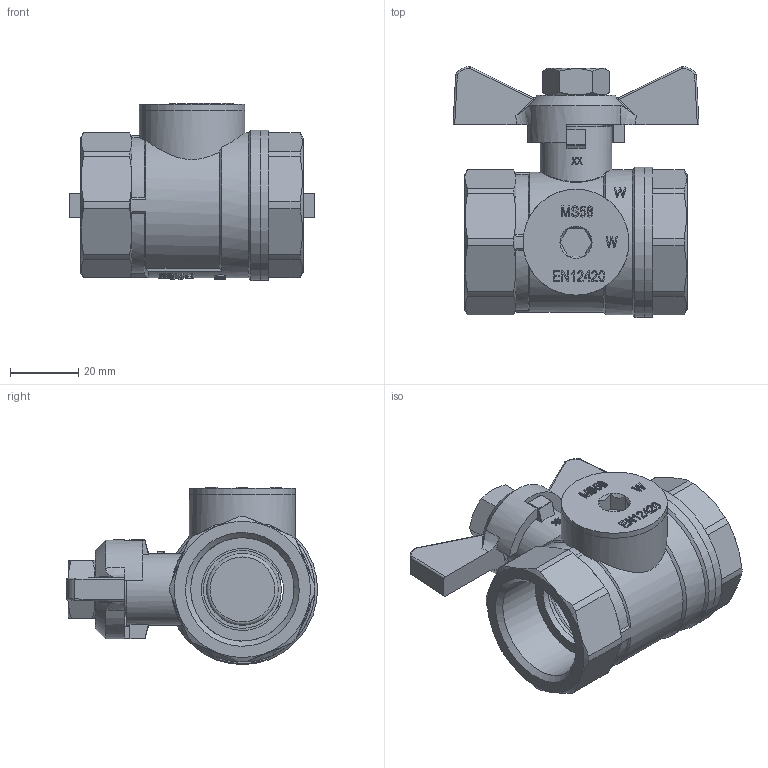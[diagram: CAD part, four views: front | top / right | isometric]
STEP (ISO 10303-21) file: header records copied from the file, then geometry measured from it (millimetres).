
FILE_DESCRIPTION(/* description */ ('Unknown'),/* implementation_level */ '2;1');
FILE_NAME(/* name */ '6060-06',/* time_stamp */ '2023-02-09T13:37:47+01:00',/* author */ ('Unknown'),/* organization */ ('Unknown'),/* preprocessor_version */ 'ST-DEVELOPER v16.7',/* originating_system */ 'Solid Edge',/* authorisation */ 'Unknown');
FILE_SCHEMA (('AP242_MANAGED_MODEL_BASED_3D_ENGINEERING_MIM_LF { 1 0 10303 442 1 1 4 }','AUTOMOTIVE_DESIGN {1 0 10303 214 3 1 1}'));
Length unit declared in the file: millimetre
Products named in the file (14): 6060-06; 600-1-Kvrper-co_oa_0; 600-1-Speerring.1; 600-1-Einschraubteil; 600-1-Sieb; kvrper-co; 600-1-Kvrper; 600-1-O-Ring; 600-1-Deckel; 600-1-Spindel-co_oa_1; 600-1-Stopfbuchse; 600-1-spindel; Flügelgriff 1; 600-1-Mutter-fl.g.
Assembly tree (13 placements, depth 4):
  6060-06
    600-1-Kvrper-co_oa_0
      600-1-Speerring.1
      600-1-Einschraubteil
      600-1-Sieb
      kvrper-co
        600-1-Kvrper
        600-1-O-Ring
        600-1-Deckel
    600-1-Spindel-co_oa_1
      600-1-Stopfbuchse
      600-1-spindel
    Flügelgriff 1
    600-1-Mutter-fl.g.
Bounding box: 72 x 73.5 x 51.85 mm (x, y, z)
Volume: 55396.5 mm3; surface area: 39199.7 mm2
Topology: 10 solids, 10 shells, 1267 faces, 3520 edges, 2331 vertices
Faces by surface type: plane 1071, cylinder 113, cone 47, bspline 22, sphere 10, torus 4
Full cylindrical faces by diameter (mm): 1.5 x2, 8.5 x1, 8.9 x1, 12 x2, 12.1 x2, 12.5 x1, 14 x1, 14.5 x1, 16 x1, 16.5 x1, 18 x1, 19 x1, 19.2 x1, 21 x2, 22.5 x1, 22.8 x1, 23 x1, 24 x2, 24.5 x1, 26 x2, 30.291 x2, 31 x2, 32 x2, 37.5 x1, 39 x1, 40.5 x1, 42.5 x1, 44 x2
Entity records: 50267 total; most frequent: CARTESIAN_POINT 12220, DIRECTION 7070, ORIENTED_EDGE 6858, EDGE_CURVE 3429, AXIS2_PLACEMENT_3D 2532, VERTEX_POINT 2310, LINE 2006, VECTOR 2006
